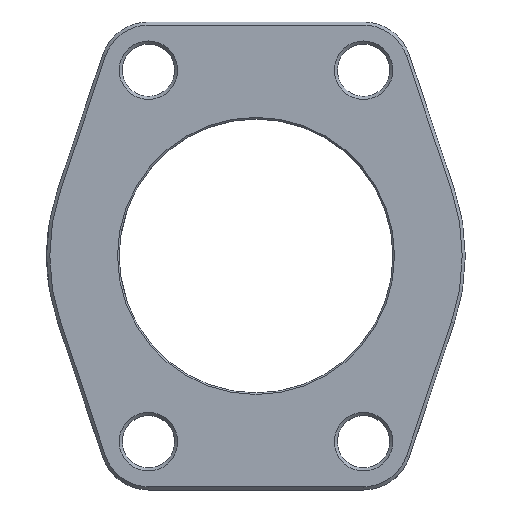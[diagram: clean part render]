
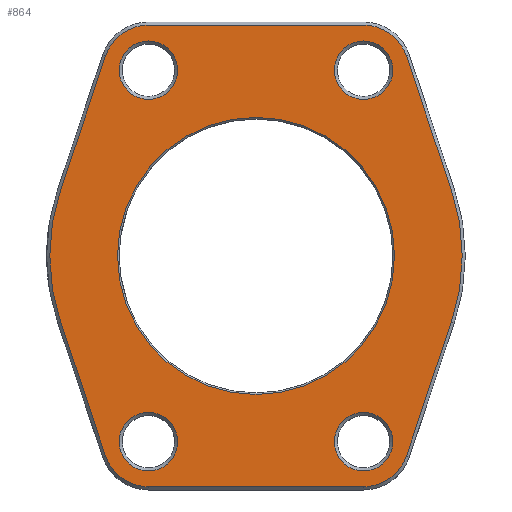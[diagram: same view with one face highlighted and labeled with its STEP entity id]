
A CAD part, top view. The second image highlights one B-rep face of the part: STEP entity #864.
In plain terms, the highlighted planar face has unit normal (0, 0, 1).
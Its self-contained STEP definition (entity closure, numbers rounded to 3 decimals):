
#176=PLANE('',#1129);
#263=EDGE_LOOP('',(#499));
#264=EDGE_LOOP('',(#500));
#265=EDGE_LOOP('',(#501));
#266=EDGE_LOOP('',(#502));
#267=EDGE_LOOP('',(#503,#504,#505,#506,#507,#508,#509,#510,#511,#512,#513,
#514));
#268=EDGE_LOOP('',(#515));
#340=CIRCLE('',#1118,9.5);
#341=CIRCLE('',#1119,9.5);
#342=CIRCLE('',#1120,9.5);
#343=CIRCLE('',#1121,9.5);
#344=CIRCLE('',#1122,14.65);
#345=CIRCLE('',#1123,14.65);
#346=CIRCLE('',#1124,67.);
#347=CIRCLE('',#1125,14.65);
#348=CIRCLE('',#1126,14.65);
#349=CIRCLE('',#1127,67.);
#350=CIRCLE('',#1128,45.);
#499=ORIENTED_EDGE('',*,*,#667,.T.);
#500=ORIENTED_EDGE('',*,*,#668,.T.);
#501=ORIENTED_EDGE('',*,*,#669,.T.);
#502=ORIENTED_EDGE('',*,*,#670,.T.);
#503=ORIENTED_EDGE('',*,*,#671,.T.);
#504=ORIENTED_EDGE('',*,*,#672,.T.);
#505=ORIENTED_EDGE('',*,*,#673,.T.);
#506=ORIENTED_EDGE('',*,*,#674,.T.);
#507=ORIENTED_EDGE('',*,*,#675,.T.);
#508=ORIENTED_EDGE('',*,*,#676,.T.);
#509=ORIENTED_EDGE('',*,*,#677,.T.);
#510=ORIENTED_EDGE('',*,*,#678,.T.);
#511=ORIENTED_EDGE('',*,*,#679,.T.);
#512=ORIENTED_EDGE('',*,*,#680,.T.);
#513=ORIENTED_EDGE('',*,*,#681,.T.);
#514=ORIENTED_EDGE('',*,*,#682,.T.);
#515=ORIENTED_EDGE('',*,*,#683,.T.);
#667=EDGE_CURVE('',#1017,#1017,#340,.T.);
#668=EDGE_CURVE('',#1018,#1018,#341,.T.);
#669=EDGE_CURVE('',#1019,#1019,#342,.T.);
#670=EDGE_CURVE('',#1020,#1020,#343,.T.);
#671=EDGE_CURVE('',#1021,#1022,#344,.T.);
#672=EDGE_CURVE('',#1022,#1023,#741,.T.);
#673=EDGE_CURVE('',#1023,#1024,#345,.T.);
#674=EDGE_CURVE('',#1024,#1025,#742,.T.);
#675=EDGE_CURVE('',#1025,#1026,#346,.T.);
#676=EDGE_CURVE('',#1026,#1027,#743,.T.);
#677=EDGE_CURVE('',#1027,#1028,#347,.T.);
#678=EDGE_CURVE('',#1028,#1029,#744,.T.);
#679=EDGE_CURVE('',#1029,#1030,#348,.T.);
#680=EDGE_CURVE('',#1030,#1031,#745,.T.);
#681=EDGE_CURVE('',#1031,#1032,#349,.T.);
#682=EDGE_CURVE('',#1032,#1021,#746,.T.);
#683=EDGE_CURVE('',#1033,#1033,#350,.T.);
#741=LINE('',#1683,#801);
#742=LINE('',#1687,#802);
#743=LINE('',#1691,#803);
#744=LINE('',#1695,#804);
#745=LINE('',#1699,#805);
#746=LINE('',#1703,#806);
#801=VECTOR('',#1370,1.);
#802=VECTOR('',#1373,1.);
#803=VECTOR('',#1376,1.);
#804=VECTOR('',#1379,1.);
#805=VECTOR('',#1382,1.);
#806=VECTOR('',#1385,1.);
#864=ADVANCED_FACE('',(#930,#931,#932,#933,#934,#935),#176,.T.);
#930=FACE_BOUND('',#263,.T.);
#931=FACE_BOUND('',#264,.T.);
#932=FACE_BOUND('',#265,.T.);
#933=FACE_BOUND('',#266,.T.);
#934=FACE_BOUND('',#267,.T.);
#935=FACE_BOUND('',#268,.T.);
#1017=VERTEX_POINT('',#1673);
#1018=VERTEX_POINT('',#1675);
#1019=VERTEX_POINT('',#1677);
#1020=VERTEX_POINT('',#1679);
#1021=VERTEX_POINT('',#1681);
#1022=VERTEX_POINT('',#1682);
#1023=VERTEX_POINT('',#1684);
#1024=VERTEX_POINT('',#1686);
#1025=VERTEX_POINT('',#1688);
#1026=VERTEX_POINT('',#1690);
#1027=VERTEX_POINT('',#1692);
#1028=VERTEX_POINT('',#1694);
#1029=VERTEX_POINT('',#1696);
#1030=VERTEX_POINT('',#1698);
#1031=VERTEX_POINT('',#1700);
#1032=VERTEX_POINT('',#1702);
#1033=VERTEX_POINT('',#1705);
#1118=AXIS2_PLACEMENT_3D('',#1672,#1360,#1361);
#1119=AXIS2_PLACEMENT_3D('',#1674,#1362,#1363);
#1120=AXIS2_PLACEMENT_3D('',#1676,#1364,#1365);
#1121=AXIS2_PLACEMENT_3D('',#1678,#1366,#1367);
#1122=AXIS2_PLACEMENT_3D('',#1680,#1368,#1369);
#1123=AXIS2_PLACEMENT_3D('',#1685,#1371,#1372);
#1124=AXIS2_PLACEMENT_3D('',#1689,#1374,#1375);
#1125=AXIS2_PLACEMENT_3D('',#1693,#1377,#1378);
#1126=AXIS2_PLACEMENT_3D('',#1697,#1380,#1381);
#1127=AXIS2_PLACEMENT_3D('',#1701,#1383,#1384);
#1128=AXIS2_PLACEMENT_3D('',#1704,#1386,#1387);
#1129=AXIS2_PLACEMENT_3D('',#1706,#1388,#1389);
#1360=DIRECTION('',(0.,0.,-1.));
#1361=DIRECTION('',(0.,-1.,0.));
#1362=DIRECTION('',(0.,0.,-1.));
#1363=DIRECTION('',(0.,-1.,0.));
#1364=DIRECTION('',(0.,0.,-1.));
#1365=DIRECTION('',(0.,-1.,0.));
#1366=DIRECTION('',(0.,0.,-1.));
#1367=DIRECTION('',(0.,-1.,0.));
#1368=DIRECTION('',(0.,0.,1.));
#1369=DIRECTION('',(0.,-1.,0.));
#1370=DIRECTION('',(-1.,0.,0.));
#1371=DIRECTION('',(0.,0.,1.));
#1372=DIRECTION('',(0.,-1.,0.));
#1373=DIRECTION('',(-0.318,-0.948,0.));
#1374=DIRECTION('',(0.,0.,1.));
#1375=DIRECTION('',(0.,-1.,0.));
#1376=DIRECTION('',(0.318,-0.948,0.));
#1377=DIRECTION('',(0.,0.,1.));
#1378=DIRECTION('',(0.,-1.,0.));
#1379=DIRECTION('',(1.,0.,0.));
#1380=DIRECTION('',(0.,0.,1.));
#1381=DIRECTION('',(0.,-1.,0.));
#1382=DIRECTION('',(0.318,0.948,0.));
#1383=DIRECTION('',(0.,0.,1.));
#1384=DIRECTION('',(0.,-1.,0.));
#1385=DIRECTION('',(-0.318,0.948,0.));
#1386=DIRECTION('',(0.,0.,-1.));
#1387=DIRECTION('',(0.,-1.,0.));
#1388=DIRECTION('',(0.,0.,1.));
#1389=DIRECTION('',(0.,-1.,0.));
#1672=CARTESIAN_POINT('',(-34.95,60.35,26.));
#1673=CARTESIAN_POINT('',(-34.95,50.85,26.));
#1674=CARTESIAN_POINT('',(34.95,60.35,26.));
#1675=CARTESIAN_POINT('',(34.95,50.85,26.));
#1676=CARTESIAN_POINT('',(-34.95,-60.35,26.));
#1677=CARTESIAN_POINT('',(-34.95,-69.85,26.));
#1678=CARTESIAN_POINT('',(34.95,-60.35,26.));
#1679=CARTESIAN_POINT('',(34.95,-69.85,26.));
#1680=CARTESIAN_POINT('',(34.95,60.35,26.));
#1681=CARTESIAN_POINT('',(48.837,65.016,26.));
#1682=CARTESIAN_POINT('',(34.95,75.,26.));
#1683=CARTESIAN_POINT('',(-34.95,75.,26.));
#1684=CARTESIAN_POINT('',(-34.95,75.,26.));
#1685=CARTESIAN_POINT('',(-34.95,60.35,26.));
#1686=CARTESIAN_POINT('',(-48.837,65.016,26.));
#1687=CARTESIAN_POINT('',(-63.511,21.338,26.));
#1688=CARTESIAN_POINT('',(-63.511,21.338,26.));
#1689=CARTESIAN_POINT('',(0.,0.,26.));
#1690=CARTESIAN_POINT('',(-63.511,-21.338,26.));
#1691=CARTESIAN_POINT('',(-48.837,-65.016,26.));
#1692=CARTESIAN_POINT('',(-48.837,-65.016,26.));
#1693=CARTESIAN_POINT('',(-34.95,-60.35,26.));
#1694=CARTESIAN_POINT('',(-34.95,-75.,26.));
#1695=CARTESIAN_POINT('',(34.95,-75.,26.));
#1696=CARTESIAN_POINT('',(34.95,-75.,26.));
#1697=CARTESIAN_POINT('',(34.95,-60.35,26.));
#1698=CARTESIAN_POINT('',(48.837,-65.016,26.));
#1699=CARTESIAN_POINT('',(63.511,-21.338,26.));
#1700=CARTESIAN_POINT('',(63.511,-21.338,26.));
#1701=CARTESIAN_POINT('',(0.,0.,26.));
#1702=CARTESIAN_POINT('',(63.511,21.338,26.));
#1703=CARTESIAN_POINT('',(48.837,65.016,26.));
#1704=CARTESIAN_POINT('',(0.,0.,26.));
#1705=CARTESIAN_POINT('',(0.,-45.,26.));
#1706=CARTESIAN_POINT('',(74.8,-85.,26.));
